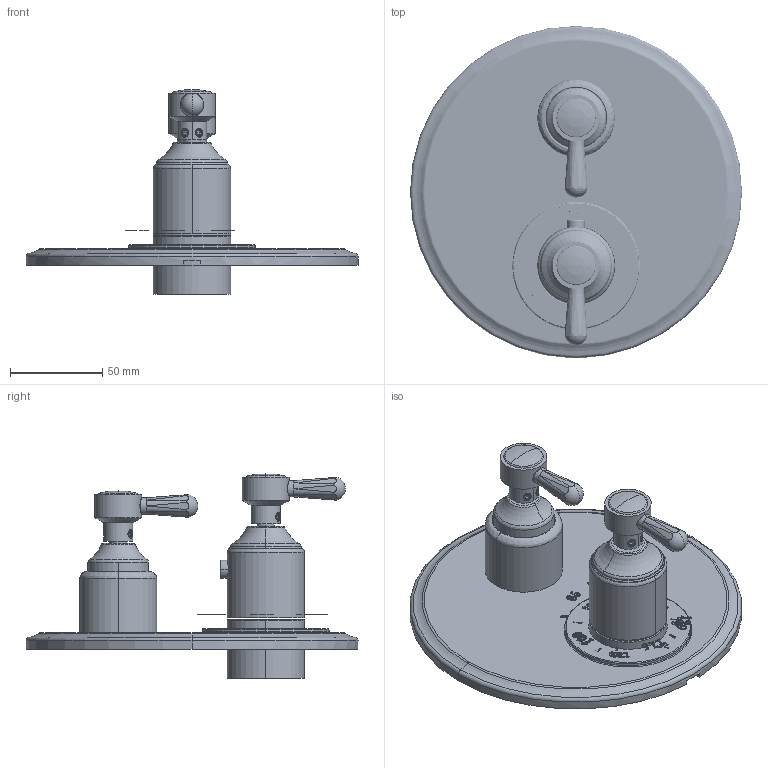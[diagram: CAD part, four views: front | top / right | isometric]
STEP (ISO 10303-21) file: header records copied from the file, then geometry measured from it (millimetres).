
FILE_DESCRIPTION((''),'2;1');
FILE_NAME('3-1663TR_ASM','2015-12-04T',('rsmith'),(''),'PRO/ENGINEER BY PARAMETRIC TECHNOLOGY CORPORATION, 2013150','PRO/ENGINEER BY PARAMETRIC TECHNOLOGY CORPORATION, 2013150','');
FILE_SCHEMA(('CONFIG_CONTROL_DESIGN'));
Products named in the file (26): 12346_AF0; H-78_2_FEET_AF0; 91678; 2-994_AF0_ASM; 12358; 91249; 91080; 2-989_ASM; 91308; 12344; 12345_AF0; 12352; 12353; 92849; 92137; 91246; 2-991_ASM; 92113; 11133; 11147; 92000; 2-465_ASM; 98036; 10181; 1-110_ASM; 3-1663TR_ASM
Assembly tree (29 placements, depth 3):
  3-1663TR_ASM
    2-994_AF0_ASM
      12346_AF0
      H-78_2_FEET_AF0
      91678
    2-989_ASM
      12358
      91249
      91080
    91308
    12344
    12345_AF0
    2-991_ASM
      12352
      12353
      92849
      92137
      91246
    92113  x2
    2-465_ASM  x2
      11133
      11147
      92000
    1-110_ASM  x2
      98036
      10181
Bounding box: 180 x 180 x 111.12 mm (x, y, z)
Volume: 157706.6 mm3; surface area: 171161.7 mm2
Topology: 28 solids, 684 shells, 2821 faces, 9204 edges, 7142 vertices
Faces by surface type: plane 887, cylinder 684, extrusion 483, bspline 460, cone 173, torus 106, sphere 20, revolution 8
Entity records: 128431 total; most frequent: CARTESIAN_POINT 67876, ORIENTED_EDGE 11973, DIRECTION 9117, EDGE_CURVE 7775, VERTEX_POINT 6239, B_SPLINE_CURVE_WITH_KNOTS 3850, VECTOR 3825, LINE 3342
